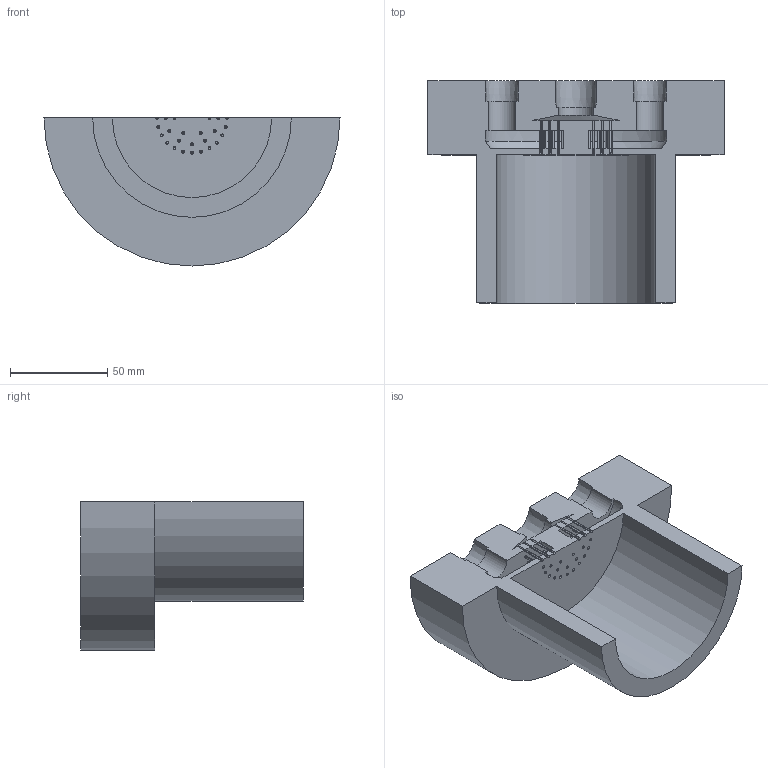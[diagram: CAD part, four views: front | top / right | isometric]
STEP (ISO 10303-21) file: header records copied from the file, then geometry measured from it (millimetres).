
FILE_DESCRIPTION (( 'STEP AP214' ), '1' );
FILE_NAME ('ManifoldAssembly_Half.STEP', '2023-02-23T06:18:20', ( '' ), ( '' ), 'SwSTEP 2.0', 'SolidWorks 2022', '' );
FILE_SCHEMA (( 'AUTOMOTIVE_DESIGN' ));
Length unit declared in the file: inch
Products named in the file (1): ManifoldAssembly_Half
Bounding box: 152.4 x 114.3 x 76.2 mm (x, y, z)
Volume: 436714.4 mm3; surface area: 63978.6 mm2
Topology: 1 solids, 2 shells, 202 faces, 546 edges, 364 vertices
Faces by surface type: cylinder 147, plane 49, cone 4, bspline 2
Entity records: 6861 total; most frequent: CARTESIAN_POINT 1293, DIRECTION 1245, ORIENTED_EDGE 1092, EDGE_CURVE 546, AXIS2_PLACEMENT_3D 502, VERTEX_POINT 364, CIRCLE 301, EDGE_LOOP 292
